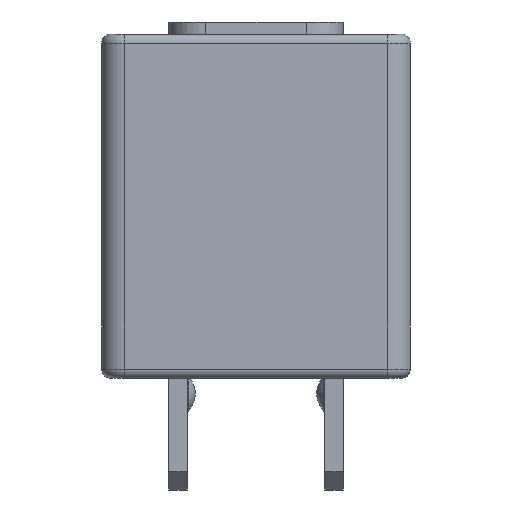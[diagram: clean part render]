
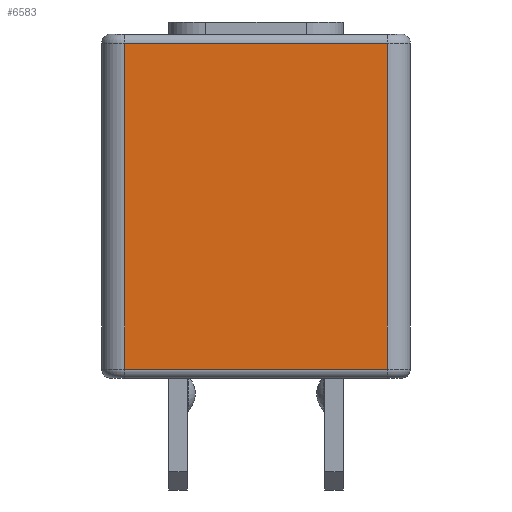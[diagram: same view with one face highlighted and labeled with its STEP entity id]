
A CAD part, left-side view. The second image highlights one B-rep face of the part: STEP entity #6583.
In plain terms, the highlighted planar face has unit normal (-1, 0, 0).
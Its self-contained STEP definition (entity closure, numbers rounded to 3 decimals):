
#257=PLANE('',#7195);
#661=FACE_OUTER_BOUND('',#1020,.T.);
#1020=EDGE_LOOP('',(#5811,#5812,#5813,#5814));
#1880=LINE('',#13237,#2468);
#1888=LINE('',#13276,#2476);
#1889=LINE('',#13280,#2477);
#1890=LINE('',#13281,#2478);
#2468=VECTOR('',#8895,10.);
#2476=VECTOR('',#8945,10.);
#2477=VECTOR('',#8950,10.);
#2478=VECTOR('',#8951,10.);
#3062=VERTEX_POINT('',#13233);
#3063=VERTEX_POINT('',#13235);
#3073=VERTEX_POINT('',#13275);
#3074=VERTEX_POINT('',#13279);
#3985=EDGE_CURVE('',#3063,#3062,#1880,.T.);
#4004=EDGE_CURVE('',#3062,#3073,#1888,.T.);
#4006=EDGE_CURVE('',#3063,#3074,#1889,.T.);
#4007=EDGE_CURVE('',#3073,#3074,#1890,.T.);
#5811=ORIENTED_EDGE('',*,*,#3985,.F.);
#5812=ORIENTED_EDGE('',*,*,#4006,.T.);
#5813=ORIENTED_EDGE('',*,*,#4007,.F.);
#5814=ORIENTED_EDGE('',*,*,#4004,.F.);
#6583=ADVANCED_FACE('',(#661),#257,.T.);
#7195=AXIS2_PLACEMENT_3D('',#13278,#8948,#8949);
#8895=DIRECTION('',(0.,1.,0.));
#8945=DIRECTION('',(0.,0.,1.));
#8948=DIRECTION('center_axis',(-1.,0.,0.));
#8949=DIRECTION('ref_axis',(0.,-1.,0.));
#8950=DIRECTION('',(0.,0.,1.));
#8951=DIRECTION('',(0.,-1.,0.));
#13233=CARTESIAN_POINT('',(-9.905,2.865,0.2));
#13235=CARTESIAN_POINT('',(-9.905,-2.865,0.2));
#13237=CARTESIAN_POINT('',(-9.905,1.433,0.2));
#13275=CARTESIAN_POINT('',(-9.905,2.865,7.3));
#13276=CARTESIAN_POINT('',(-9.905,2.865,0.));
#13278=CARTESIAN_POINT('Origin',(-9.905,2.865,0.));
#13279=CARTESIAN_POINT('',(-9.905,-2.865,7.3));
#13280=CARTESIAN_POINT('',(-9.905,-2.865,0.));
#13281=CARTESIAN_POINT('',(-9.905,1.433,7.3));
